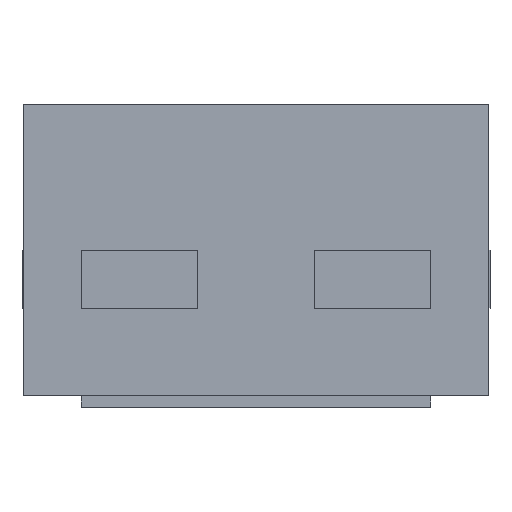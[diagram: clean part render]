
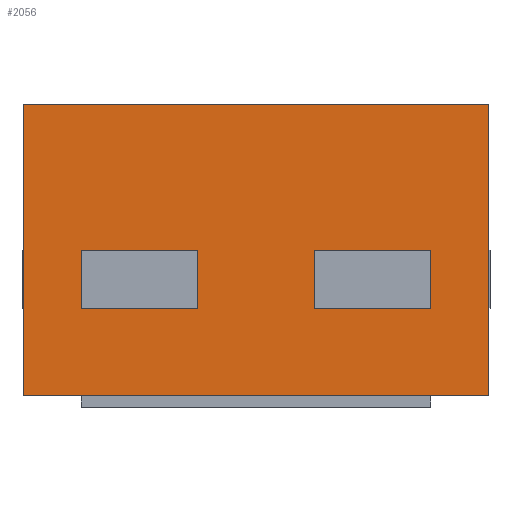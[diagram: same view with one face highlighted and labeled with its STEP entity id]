
A CAD part, left-side view. The second image highlights one B-rep face of the part: STEP entity #2056.
In plain terms, the highlighted planar face has unit normal (-1, 0, 0).
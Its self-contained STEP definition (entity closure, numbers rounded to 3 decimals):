
#1914=CARTESIAN_POINT('',(-0.8,-0.4,0.));
#1915=VERTEX_POINT('',#1914);
#1932=CARTESIAN_POINT('',(-0.8,0.4,0.));
#1933=VERTEX_POINT('',#1932);
#1940=CARTESIAN_POINT('',(-0.8,0.4,0.));
#1941=DIRECTION('',(0.,-1.,0.));
#1942=VECTOR('',#1941,0.8);
#1943=LINE('',#1940,#1942);
#1944=EDGE_CURVE('',#1933,#1915,#1943,.T.);
#1954=CARTESIAN_POINT('',(-0.8,-0.4,0.5));
#1955=VERTEX_POINT('',#1954);
#1972=CARTESIAN_POINT('',(-0.8,0.4,0.5));
#1973=VERTEX_POINT('',#1972);
#1980=CARTESIAN_POINT('',(-0.8,0.4,0.5));
#1981=DIRECTION('',(0.,-1.,0.));
#1982=VECTOR('',#1981,0.8);
#1983=LINE('',#1980,#1982);
#1984=EDGE_CURVE('',#1973,#1955,#1983,.T.);
#2002=CARTESIAN_POINT('',(-0.8,-0.4,0.));
#2003=DIRECTION('',(0.,0.,1.));
#2004=VECTOR('',#2003,0.5);
#2005=LINE('',#2002,#2004);
#2006=EDGE_CURVE('',#1915,#1955,#2005,.T.);
#2034=CARTESIAN_POINT('',(-0.8,0.4,0.));
#2035=DIRECTION('',(0.,0.,1.));
#2036=VECTOR('',#2035,0.5);
#2037=LINE('',#2034,#2036);
#2038=EDGE_CURVE('',#1933,#1973,#2037,.T.);
#2045=CARTESIAN_POINT('',(-0.8,0.,0.25));
#2046=DIRECTION('',(0.,-1.,0.));
#2047=DIRECTION('',(-1.,0.,0.));
#2048=AXIS2_PLACEMENT_3D('',#2045,#2047,#2046);
#2049=PLANE('',#2048);
#2050=ORIENTED_EDGE('',*,*,#1944,.T.);
#2051=ORIENTED_EDGE('',*,*,#2006,.T.);
#2052=ORIENTED_EDGE('',*,*,#1984,.F.);
#2053=ORIENTED_EDGE('',*,*,#2038,.F.);
#2054=EDGE_LOOP('',(#2050,#2051,#2052,#2053));
#2055=FACE_OUTER_BOUND('',#2054,.T.);
#2056=ADVANCED_FACE('',(#2055),#2049,.T.);
